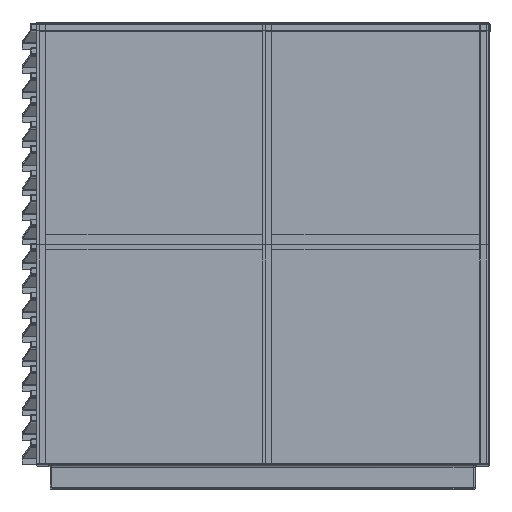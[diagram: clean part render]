
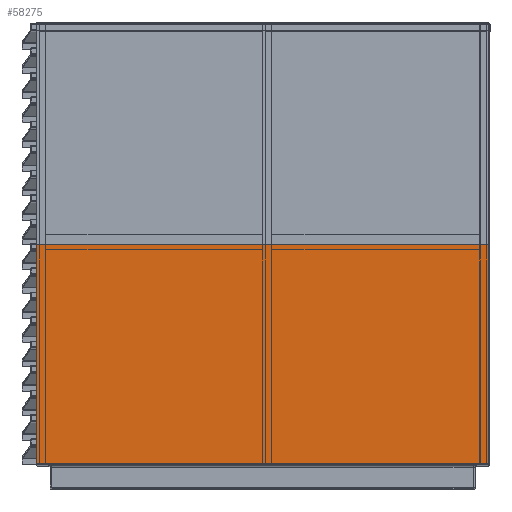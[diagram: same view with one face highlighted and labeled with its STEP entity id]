
A CAD part, top view. The second image highlights one B-rep face of the part: STEP entity #58275.
In plain terms, the highlighted free-form (B-spline) face has degree [1, 1] with [2, 2] control points.
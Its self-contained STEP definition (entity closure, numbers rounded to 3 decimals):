
#58155 = EDGE_CURVE('',#58156,#58158,#58160,.T.);
#58156 = VERTEX_POINT('',#58157);
#58157 = CARTESIAN_POINT('',(948.224,4.878,
    1568.915));
#58158 = VERTEX_POINT('',#58159);
#58159 = CARTESIAN_POINT('',(-999.758,4.878,
    1568.915));
#58160 = B_SPLINE_CURVE_WITH_KNOTS('',1,(#58161,#58162),.UNSPECIFIED.,
  .F.,.F.,(2,2),(-1480.,0.),.PIECEWISE_BEZIER_KNOTS.);
#58161 = CARTESIAN_POINT('',(948.224,4.878,
    1568.915));
#58162 = CARTESIAN_POINT('',(-999.758,4.878,
    1568.915));
#58191 = EDGE_CURVE('',#58158,#58192,#58194,.T.);
#58192 = VERTEX_POINT('',#58193);
#58193 = CARTESIAN_POINT('',(-999.758,955.177,
    1568.915));
#58194 = B_SPLINE_CURVE_WITH_KNOTS('',1,(#58195,#58196),.UNSPECIFIED.,
  .F.,.F.,(2,2),(-722.,0.),.PIECEWISE_BEZIER_KNOTS.);
#58195 = CARTESIAN_POINT('',(-999.758,4.878,
    1568.915));
#58196 = CARTESIAN_POINT('',(-999.758,955.177,
    1568.915));
#58219 = EDGE_CURVE('',#58192,#58220,#58222,.T.);
#58220 = VERTEX_POINT('',#58221);
#58221 = CARTESIAN_POINT('',(948.224,955.177,
    1568.915));
#58222 = B_SPLINE_CURVE_WITH_KNOTS('',1,(#58223,#58224),.UNSPECIFIED.,
  .F.,.F.,(2,2),(-1480.,0.),.PIECEWISE_BEZIER_KNOTS.);
#58223 = CARTESIAN_POINT('',(-999.758,955.177,
    1568.915));
#58224 = CARTESIAN_POINT('',(948.224,955.177,
    1568.915));
#58247 = EDGE_CURVE('',#58220,#58156,#58248,.T.);
#58248 = B_SPLINE_CURVE_WITH_KNOTS('',1,(#58249,#58250),.UNSPECIFIED.,
  .F.,.F.,(2,2),(-722.,0.),.PIECEWISE_BEZIER_KNOTS.);
#58249 = CARTESIAN_POINT('',(948.224,955.177,
    1568.915));
#58250 = CARTESIAN_POINT('',(948.224,4.878,
    1568.915));
#58275 = ADVANCED_FACE('',(#58276),#58282,.T.);
#58276 = FACE_BOUND('',#58277,.T.);
#58277 = EDGE_LOOP('',(#58278,#58279,#58280,#58281));
#58278 = ORIENTED_EDGE('',*,*,#58155,.F.);
#58279 = ORIENTED_EDGE('',*,*,#58247,.F.);
#58280 = ORIENTED_EDGE('',*,*,#58219,.F.);
#58281 = ORIENTED_EDGE('',*,*,#58191,.F.);
#58282 = B_SPLINE_SURFACE_WITH_KNOTS('',1,1,(
    (#58283,#58284)
    ,(#58285,#58286
  )),.UNSPECIFIED.,.F.,.F.,.F.,(2,2),(2,2),(-740.,740.),(-361.,361.),
  .PIECEWISE_BEZIER_KNOTS.);
#58283 = CARTESIAN_POINT('',(-999.758,4.878,
    1568.915));
#58284 = CARTESIAN_POINT('',(-999.758,955.177,
    1568.915));
#58285 = CARTESIAN_POINT('',(948.224,4.878,
    1568.915));
#58286 = CARTESIAN_POINT('',(948.224,955.177,
    1568.915));
